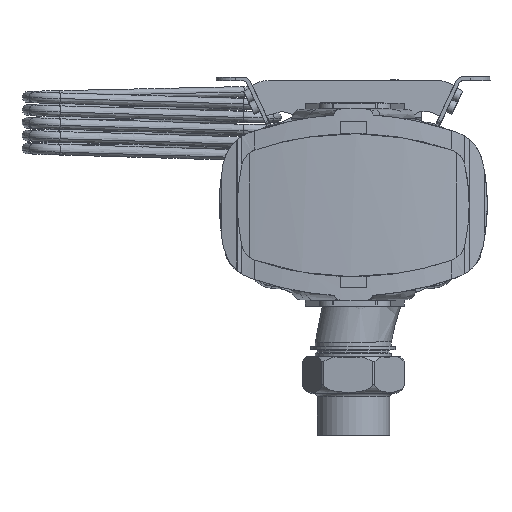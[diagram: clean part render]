
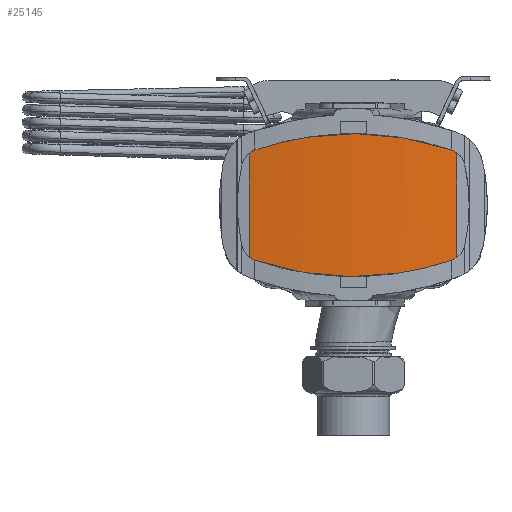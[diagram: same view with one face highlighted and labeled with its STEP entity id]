
A CAD part, front view. The second image highlights one B-rep face of the part: STEP entity #25145.
In plain terms, the highlighted free-form (B-spline) face has degree [2, 1] with [3, 2] control points.
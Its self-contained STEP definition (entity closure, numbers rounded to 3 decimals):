
#304=B_SPLINE_SURFACE_WITH_KNOTS('',2,1,((#39700,#39701),(#39702,#39703),
(#39704,#39705)),.UNSPECIFIED.,.F.,.F.,.F.,(3,3),(2,2),(0.,1.),(0.,24.),
 .UNSPECIFIED.);
#456=B_SPLINE_CURVE_WITH_KNOTS('',3,(#39406,#39407,#39408,#39409,#39410,
#39411,#39412),.UNSPECIFIED.,.F.,.F.,(4,3,4),(0.,0.233,0.467),
 .UNSPECIFIED.);
#457=B_SPLINE_CURVE_WITH_KNOTS('',3,(#39433,#39434,#39435,#39436,#39437,
#39438,#39439,#39440,#39441,#39442,#39443,#39444,#39445),.UNSPECIFIED.,
 .F.,.F.,(4,3,3,3,4),(0.,4.021,7.804,11.577,
15.611),.UNSPECIFIED.);
#458=B_SPLINE_CURVE_WITH_KNOTS('',3,(#39466,#39467,#39468,#39469),
 .UNSPECIFIED.,.F.,.F.,(4,4),(0.,0.467),
 .UNSPECIFIED.);
#464=B_SPLINE_CURVE_WITH_KNOTS('',3,(#39561,#39562,#39563,#39564),
 .UNSPECIFIED.,.F.,.F.,(4,4),(0.,0.467),.UNSPECIFIED.);
#466=B_SPLINE_CURVE_WITH_KNOTS('',3,(#39591,#39592,#39593,#39594,#39595,
#39596,#39597,#39598,#39599,#39600,#39601,#39602,#39603),.UNSPECIFIED.,
 .F.,.F.,(4,3,3,3,4),(0.,4.031,7.805,11.588,
15.611),.UNSPECIFIED.);
#468=B_SPLINE_CURVE_WITH_KNOTS('',3,(#39629,#39630,#39631,#39632,#39633,
#39634,#39635),.UNSPECIFIED.,.F.,.F.,(4,3,4),(0.,0.233,0.467),
 .UNSPECIFIED.);
#3006=FACE_OUTER_BOUND('',#4420,.T.);
#4420=EDGE_LOOP('',(#20380,#20381,#20382,#20383,#20384,#20385,#20386,#20387));
#7024=LINE('',#39649,#9516);
#7037=LINE('',#39699,#9529);
#9516=VECTOR('',#31049,81.425);
#9529=VECTOR('',#31088,81.425);
#11548=VERTEX_POINT('',#39398);
#11549=VERTEX_POINT('',#39405);
#11550=VERTEX_POINT('',#39432);
#11551=VERTEX_POINT('',#39465);
#11557=VERTEX_POINT('',#39558);
#11558=VERTEX_POINT('',#39560);
#11559=VERTEX_POINT('',#39589);
#11560=VERTEX_POINT('',#39622);
#14658=EDGE_CURVE('',#11549,#11548,#456,.T.);
#14660=EDGE_CURVE('',#11550,#11549,#457,.T.);
#14662=EDGE_CURVE('',#11551,#11550,#458,.T.);
#14675=EDGE_CURVE('',#11558,#11557,#464,.T.);
#14678=EDGE_CURVE('',#11557,#11559,#466,.T.);
#14680=EDGE_CURVE('',#11559,#11560,#468,.T.);
#14683=EDGE_CURVE('',#11558,#11548,#7024,.T.);
#14702=EDGE_CURVE('',#11551,#11560,#7037,.T.);
#20380=ORIENTED_EDGE('',*,*,#14658,.T.);
#20381=ORIENTED_EDGE('',*,*,#14683,.F.);
#20382=ORIENTED_EDGE('',*,*,#14675,.T.);
#20383=ORIENTED_EDGE('',*,*,#14678,.T.);
#20384=ORIENTED_EDGE('',*,*,#14680,.T.);
#20385=ORIENTED_EDGE('',*,*,#14702,.F.);
#20386=ORIENTED_EDGE('',*,*,#14662,.T.);
#20387=ORIENTED_EDGE('',*,*,#14660,.T.);
#25145=ADVANCED_FACE('',(#3006),#304,.F.);
#31049=DIRECTION('',(0.,0.,1.));
#31088=DIRECTION('',(0.,0.,-1.));
#39398=CARTESIAN_POINT('',(-80.463,-264.916,40.263));
#39405=CARTESIAN_POINT('',(-76.376,-265.48,42.408));
#39406=CARTESIAN_POINT('Ctrl Pts',(-76.376,-265.48,42.408));
#39407=CARTESIAN_POINT('Ctrl Pts',(-77.104,-265.382,
42.152));
#39408=CARTESIAN_POINT('Ctrl Pts',(-77.813,-265.285,
41.843));
#39409=CARTESIAN_POINT('Ctrl Pts',(-78.497,-265.191,
41.484));
#39410=CARTESIAN_POINT('Ctrl Pts',(-79.181,-265.096,
41.125));
#39411=CARTESIAN_POINT('Ctrl Pts',(-79.838,-265.004,
40.717));
#39412=CARTESIAN_POINT('Ctrl Pts',(-80.463,-264.916,40.263));
#39432=CARTESIAN_POINT('',(76.376,-265.478,42.408));
#39433=CARTESIAN_POINT('Ctrl Pts',(76.376,-265.478,42.408));
#39434=CARTESIAN_POINT('Ctrl Pts',(63.796,-267.165,46.712));
#39435=CARTESIAN_POINT('Ctrl Pts',(50.848,-268.483,49.957));
#39436=CARTESIAN_POINT('Ctrl Pts',(37.643,-269.357,52.09));
#39437=CARTESIAN_POINT('Ctrl Pts',(25.216,-270.179,54.099));
#39438=CARTESIAN_POINT('Ctrl Pts',(12.629,-270.603,55.113));
#39439=CARTESIAN_POINT('Ctrl Pts',(0.009,-270.605,
55.113));
#39440=CARTESIAN_POINT('Ctrl Pts',(-12.574,-270.606,
55.114));
#39441=CARTESIAN_POINT('Ctrl Pts',(-25.125,-270.188,
54.106));
#39442=CARTESIAN_POINT('Ctrl Pts',(-37.518,-269.371,
52.111));
#39443=CARTESIAN_POINT('Ctrl Pts',(-50.767,-268.498,49.977));
#39444=CARTESIAN_POINT('Ctrl Pts',(-63.757,-267.176,
46.726));
#39445=CARTESIAN_POINT('Ctrl Pts',(-76.376,-265.48,42.408));
#39465=CARTESIAN_POINT('',(80.463,-264.916,40.263));
#39466=CARTESIAN_POINT('Ctrl Pts',(80.463,-264.916,40.263));
#39467=CARTESIAN_POINT('Ctrl Pts',(79.211,-265.093,41.172));
#39468=CARTESIAN_POINT('Ctrl Pts',(77.834,-265.283,41.895));
#39469=CARTESIAN_POINT('Ctrl Pts',(76.376,-265.478,42.408));
#39558=CARTESIAN_POINT('',(-76.376,-265.48,-43.308));
#39560=CARTESIAN_POINT('',(-80.463,-264.916,-41.163));
#39561=CARTESIAN_POINT('Ctrl Pts',(-80.463,-264.916,
-41.163));
#39562=CARTESIAN_POINT('Ctrl Pts',(-79.211,-265.093,-42.072));
#39563=CARTESIAN_POINT('Ctrl Pts',(-77.834,-265.284,
-42.795));
#39564=CARTESIAN_POINT('Ctrl Pts',(-76.376,-265.48,-43.308));
#39589=CARTESIAN_POINT('',(76.376,-265.478,-43.308));
#39591=CARTESIAN_POINT('Ctrl Pts',(-76.376,-265.48,
-43.308));
#39592=CARTESIAN_POINT('Ctrl Pts',(-63.763,-267.175,
-47.623));
#39593=CARTESIAN_POINT('Ctrl Pts',(-50.781,-268.497,
-50.873));
#39594=CARTESIAN_POINT('Ctrl Pts',(-37.54,-269.37,-53.007));
#39595=CARTESIAN_POINT('Ctrl Pts',(-25.146,-270.187,
-55.004));
#39596=CARTESIAN_POINT('Ctrl Pts',(-12.594,-270.606,-56.013));
#39597=CARTESIAN_POINT('Ctrl Pts',(-0.008,-270.605,
-56.013));
#39598=CARTESIAN_POINT('Ctrl Pts',(12.61,-270.604,-56.014));
#39599=CARTESIAN_POINT('Ctrl Pts',(25.195,-270.18,-55.001));
#39600=CARTESIAN_POINT('Ctrl Pts',(37.622,-269.358,-52.994));
#39601=CARTESIAN_POINT('Ctrl Pts',(50.834,-268.484,-50.86));
#39602=CARTESIAN_POINT('Ctrl Pts',(63.789,-267.166,-47.614));
#39603=CARTESIAN_POINT('Ctrl Pts',(76.376,-265.478,-43.308));
#39622=CARTESIAN_POINT('',(80.463,-264.916,-41.163));
#39629=CARTESIAN_POINT('Ctrl Pts',(76.376,-265.478,-43.308));
#39630=CARTESIAN_POINT('Ctrl Pts',(77.104,-265.381,-43.052));
#39631=CARTESIAN_POINT('Ctrl Pts',(77.813,-265.284,-42.743));
#39632=CARTESIAN_POINT('Ctrl Pts',(78.497,-265.19,-42.384));
#39633=CARTESIAN_POINT('Ctrl Pts',(79.181,-265.096,-42.025));
#39634=CARTESIAN_POINT('Ctrl Pts',(79.838,-265.004,-41.617));
#39635=CARTESIAN_POINT('Ctrl Pts',(80.463,-264.916,-41.163));
#39649=CARTESIAN_POINT('',(-80.463,-264.916,0.));
#39699=CARTESIAN_POINT('',(80.463,-264.916,0.));
#39700=CARTESIAN_POINT('Ctrl Pts',(80.463,-264.916,-100.));
#39701=CARTESIAN_POINT('Ctrl Pts',(80.463,-264.916,140.));
#39702=CARTESIAN_POINT('Ctrl Pts',(-0.117,-276.294,
-100.));
#39703=CARTESIAN_POINT('Ctrl Pts',(-0.117,-276.294,
140.));
#39704=CARTESIAN_POINT('Ctrl Pts',(-80.463,-264.916,
-100.));
#39705=CARTESIAN_POINT('Ctrl Pts',(-80.463,-264.916,
140.));
